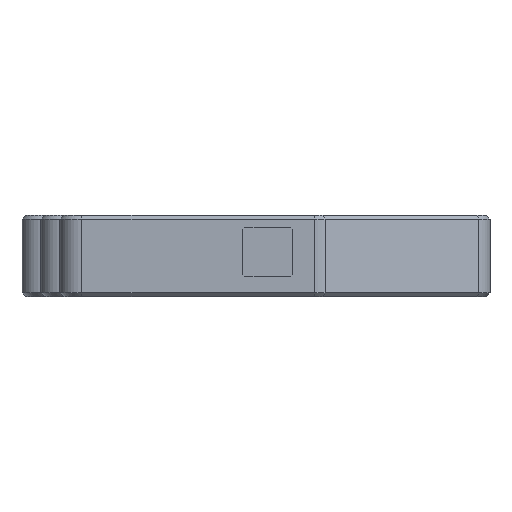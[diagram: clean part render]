
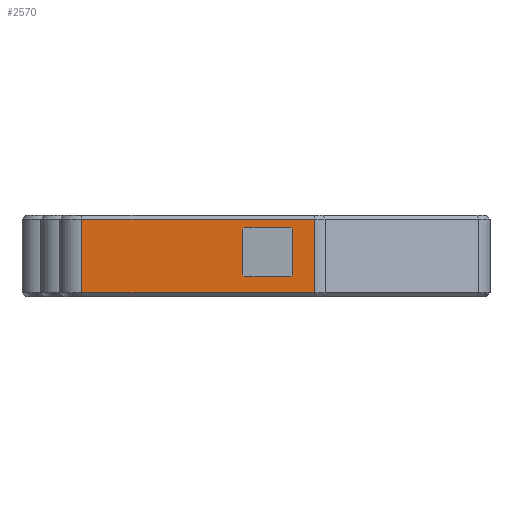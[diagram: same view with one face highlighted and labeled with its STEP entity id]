
A CAD part, left-side view. The second image highlights one B-rep face of the part: STEP entity #2570.
In plain terms, the highlighted planar face has unit normal (-1, 0, 0).
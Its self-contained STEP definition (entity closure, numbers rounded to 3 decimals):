
#39=FACE_BOUND('',#536,.T.);
#366=FACE_OUTER_BOUND('',#535,.T.);
#535=EDGE_LOOP('',(#2284,#2285,#2286,#2287));
#536=EDGE_LOOP('',(#2288,#2289,#2290,#2291,#2292,#2293,#2294,#2295));
#568=LINE('',#3652,#818);
#570=LINE('',#3656,#820);
#573=LINE('',#3662,#823);
#576=LINE('',#3669,#826);
#582=LINE('',#3680,#832);
#585=LINE('',#3686,#835);
#721=LINE('',#4098,#971);
#725=LINE('',#4122,#975);
#726=LINE('',#4124,#976);
#749=LINE('',#4192,#999);
#793=LINE('',#4345,#1043);
#794=LINE('',#4347,#1044);
#818=VECTOR('',#2880,10.);
#820=VECTOR('',#2884,10.);
#823=VECTOR('',#2889,10.);
#826=VECTOR('',#2894,10.);
#832=VECTOR('',#2902,10.);
#835=VECTOR('',#2907,10.);
#971=VECTOR('',#3303,10.);
#975=VECTOR('',#3331,10.);
#976=VECTOR('',#3334,10.);
#999=VECTOR('',#3399,10.);
#1043=VECTOR('',#3591,10.);
#1044=VECTOR('',#3594,10.);
#1064=VERTEX_POINT('',#3649);
#1065=VERTEX_POINT('',#3651);
#1066=VERTEX_POINT('',#3655);
#1068=VERTEX_POINT('',#3661);
#1070=VERTEX_POINT('',#3667);
#1071=VERTEX_POINT('',#3668);
#1075=VERTEX_POINT('',#3678);
#1077=VERTEX_POINT('',#3684);
#1207=VERTEX_POINT('',#4089);
#1209=VERTEX_POINT('',#4095);
#1228=VERTEX_POINT('',#4186);
#1229=VERTEX_POINT('',#4190);
#1283=EDGE_CURVE('',#1065,#1064,#568,.T.);
#1285=EDGE_CURVE('',#1065,#1066,#570,.T.);
#1288=EDGE_CURVE('',#1068,#1066,#573,.T.);
#1291=EDGE_CURVE('',#1070,#1071,#576,.T.);
#1297=EDGE_CURVE('',#1075,#1071,#582,.T.);
#1300=EDGE_CURVE('',#1075,#1077,#585,.T.);
#1502=EDGE_CURVE('',#1209,#1207,#721,.T.);
#1514=EDGE_CURVE('',#1068,#1077,#725,.T.);
#1515=EDGE_CURVE('',#1070,#1064,#726,.T.);
#1546=EDGE_CURVE('',#1228,#1229,#749,.T.);
#1617=EDGE_CURVE('',#1209,#1229,#793,.T.);
#1618=EDGE_CURVE('',#1207,#1228,#794,.T.);
#2284=ORIENTED_EDGE('',*,*,#1502,.T.);
#2285=ORIENTED_EDGE('',*,*,#1618,.T.);
#2286=ORIENTED_EDGE('',*,*,#1546,.T.);
#2287=ORIENTED_EDGE('',*,*,#1617,.F.);
#2288=ORIENTED_EDGE('',*,*,#1515,.F.);
#2289=ORIENTED_EDGE('',*,*,#1291,.T.);
#2290=ORIENTED_EDGE('',*,*,#1297,.F.);
#2291=ORIENTED_EDGE('',*,*,#1300,.T.);
#2292=ORIENTED_EDGE('',*,*,#1514,.F.);
#2293=ORIENTED_EDGE('',*,*,#1288,.T.);
#2294=ORIENTED_EDGE('',*,*,#1285,.F.);
#2295=ORIENTED_EDGE('',*,*,#1283,.T.);
#2418=PLANE('',#2838);
#2570=ADVANCED_FACE('',(#366,#39),#2418,.F.);
#2838=AXIS2_PLACEMENT_3D('',#4346,#3592,#3593);
#2880=DIRECTION('',(0.,0.707,-0.707));
#2884=DIRECTION('',(0.,0.,1.));
#2889=DIRECTION('',(0.,-0.707,-0.707));
#2894=DIRECTION('',(0.,0.707,0.707));
#2902=DIRECTION('',(0.,0.,-1.));
#2907=DIRECTION('',(0.,-0.707,0.707));
#3303=DIRECTION('',(0.,-1.,0.));
#3331=DIRECTION('',(0.,1.,0.));
#3334=DIRECTION('',(0.,-1.,0.));
#3399=DIRECTION('',(0.,1.,0.));
#3591=DIRECTION('',(0.,0.,1.));
#3592=DIRECTION('center_axis',(1.,0.,0.));
#3593=DIRECTION('ref_axis',(0.,1.,0.));
#3594=DIRECTION('',(0.,0.,1.));
#3649=CARTESIAN_POINT('',(-146.665,-74.885,5.));
#3651=CARTESIAN_POINT('',(-146.665,-75.385,5.5));
#3652=CARTESIAN_POINT('',(-146.665,-75.248,5.363));
#3655=CARTESIAN_POINT('',(-146.665,-75.385,17.));
#3656=CARTESIAN_POINT('',(-146.665,-75.385,6.8));
#3661=CARTESIAN_POINT('',(-146.665,-74.885,17.5));
#3662=CARTESIAN_POINT('',(-146.665,-80.873,11.512));
#3667=CARTESIAN_POINT('',(-146.665,-63.385,5.));
#3668=CARTESIAN_POINT('',(-146.665,-62.885,5.5));
#3669=CARTESIAN_POINT('',(-146.665,-68.873,-0.488));
#3678=CARTESIAN_POINT('',(-146.665,-62.885,17.));
#3680=CARTESIAN_POINT('',(-146.665,-62.885,4.25));
#3684=CARTESIAN_POINT('',(-146.665,-63.385,17.5));
#3686=CARTESIAN_POINT('',(-146.665,-63.248,17.363));
#4089=CARTESIAN_POINT('',(-146.665,-80.838,1.));
#4095=CARTESIAN_POINT('',(-146.665,-22.5,1.));
#4098=CARTESIAN_POINT('',(-146.665,-73.51,1.));
#4122=CARTESIAN_POINT('',(-146.665,-73.586,17.5));
#4124=CARTESIAN_POINT('',(-146.665,-73.586,5.));
#4186=CARTESIAN_POINT('',(-146.665,-80.838,19.5));
#4190=CARTESIAN_POINT('',(-146.665,-22.5,19.5));
#4192=CARTESIAN_POINT('',(-146.665,-73.51,19.5));
#4345=CARTESIAN_POINT('',(-146.665,-22.5,0.));
#4346=CARTESIAN_POINT('Origin',(-146.665,-80.838,0.));
#4347=CARTESIAN_POINT('',(-146.665,-80.838,0.));
